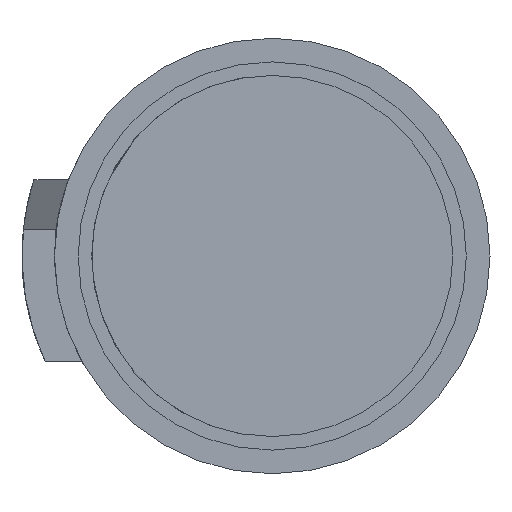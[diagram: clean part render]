
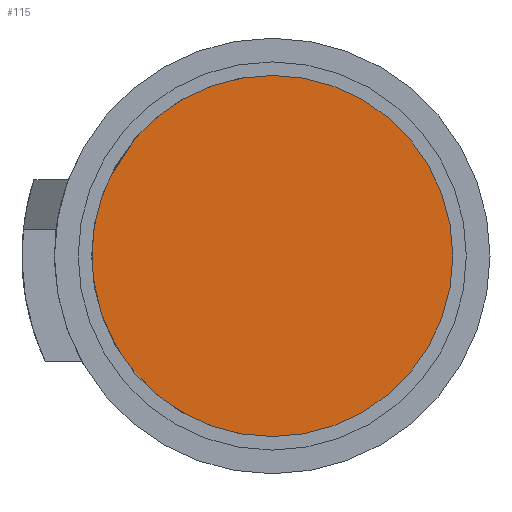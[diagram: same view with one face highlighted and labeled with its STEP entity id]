
A CAD part, front view. The second image highlights one B-rep face of the part: STEP entity #115.
In plain terms, the highlighted planar face has unit normal (0, -1, 0).
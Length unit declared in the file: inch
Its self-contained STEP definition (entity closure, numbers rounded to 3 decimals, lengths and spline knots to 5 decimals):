
#115 = ADVANCED_FACE ( 'NONE', ( #978 ), #474, .F. ) ;
#193 = EDGE_CURVE ( 'NONE', #432, #2313, #1675, .T. ) ;
#303 = CARTESIAN_POINT ( 'NONE',  ( 0., 2.5, 0. ) ) ;
#428 = CARTESIAN_POINT ( 'NONE',  ( 0., 2.5, 0. ) ) ;
#432 = VERTEX_POINT ( 'NONE', #754 ) ;
#474 = PLANE ( 'NONE',  #579 ) ;
#495 = CIRCLE ( 'NONE', #647, 0.6675 ) ;
#525 = ORIENTED_EDGE ( 'NONE', *, *, #2662, .F. ) ;
#579 = AXIS2_PLACEMENT_3D ( 'NONE', #1935, #691, #1925 ) ;
#647 = AXIS2_PLACEMENT_3D ( 'NONE', #2286, #1022, #1036 ) ;
#676 = EDGE_LOOP ( 'NONE', ( #1792, #525, #794, #852 ) ) ;
#691 = DIRECTION ( 'NONE',  ( 0., 1., 0. ) ) ;
#714 = DIRECTION ( 'NONE',  ( 0., 1., 0. ) ) ;
#754 = CARTESIAN_POINT ( 'NONE',  ( 0., 2.5, 0.6675 ) ) ;
#794 = ORIENTED_EDGE ( 'NONE', *, *, #193, .F. ) ;
#852 = ORIENTED_EDGE ( 'NONE', *, *, #1625, .F. ) ;
#978 = FACE_OUTER_BOUND ( 'NONE', #676, .T. ) ;
#1022 = DIRECTION ( 'NONE',  ( 0., 1., 0. ) ) ;
#1026 = AXIS2_PLACEMENT_3D ( 'NONE', #303, #2396, #2407 ) ;
#1036 = DIRECTION ( 'NONE',  ( 0., 0., 1. ) ) ;
#1181 = AXIS2_PLACEMENT_3D ( 'NONE', #428, #1252, #2509 ) ;
#1214 = VERTEX_POINT ( 'NONE', #2065 ) ;
#1216 = CARTESIAN_POINT ( 'NONE',  ( -0.60469, 2.5, 0.28267 ) ) ;
#1252 = DIRECTION ( 'NONE',  ( 0., 1., 0. ) ) ;
#1351 = DIRECTION ( 'NONE',  ( 0., 0., 1. ) ) ;
#1510 = CIRCLE ( 'NONE', #1181, 0.6675 ) ;
#1543 = VERTEX_POINT ( 'NONE', #1216 ) ;
#1625 = EDGE_CURVE ( 'NONE', #1543, #432, #495, .T. ) ;
#1636 = AXIS2_PLACEMENT_3D ( 'NONE', #2600, #714, #1351 ) ;
#1675 = CIRCLE ( 'NONE', #1636, 0.6675 ) ;
#1792 = ORIENTED_EDGE ( 'NONE', *, *, #2078, .F. ) ;
#1925 = DIRECTION ( 'NONE',  ( 0., 0., 1. ) ) ;
#1935 = CARTESIAN_POINT ( 'NONE',  ( 0.6675, 2.5, 0. ) ) ;
#2065 = CARTESIAN_POINT ( 'NONE',  ( -0.6567, 2.5, 0.1196 ) ) ;
#2078 = EDGE_CURVE ( 'NONE', #1214, #1543, #1510, .T. ) ;
#2286 = CARTESIAN_POINT ( 'NONE',  ( 0., 2.5, 0. ) ) ;
#2289 = CIRCLE ( 'NONE', #1026, 0.6675 ) ;
#2313 = VERTEX_POINT ( 'NONE', #2647 ) ;
#2396 = DIRECTION ( 'NONE',  ( 0., 1., 0. ) ) ;
#2407 = DIRECTION ( 'NONE',  ( 0., 0., 1. ) ) ;
#2509 = DIRECTION ( 'NONE',  ( 0., 0., 1. ) ) ;
#2600 = CARTESIAN_POINT ( 'NONE',  ( 0., 2.5, 0. ) ) ;
#2647 = CARTESIAN_POINT ( 'NONE',  ( 0., 2.5, -0.6675 ) ) ;
#2662 = EDGE_CURVE ( 'NONE', #2313, #1214, #2289, .T. ) ;
